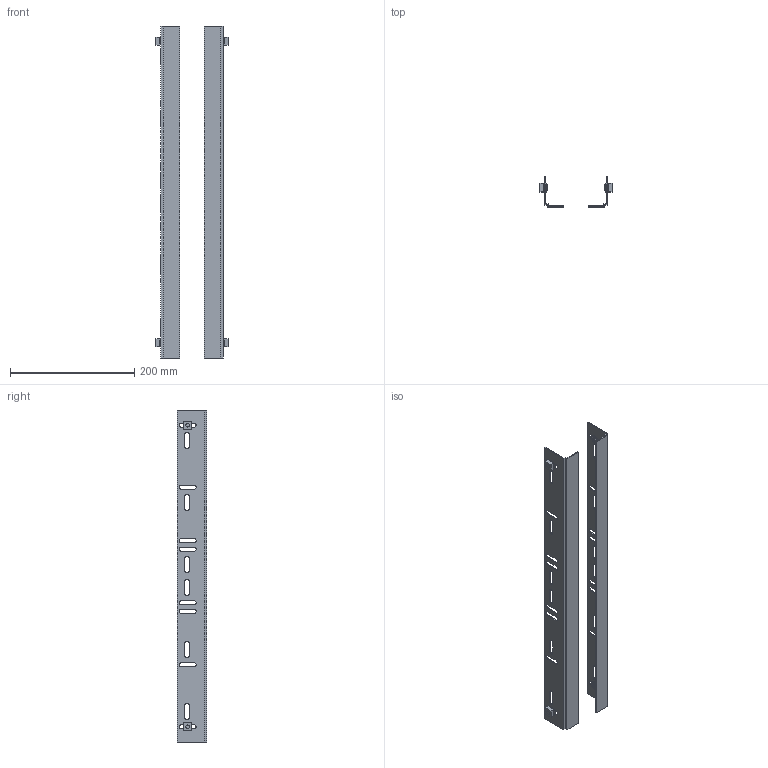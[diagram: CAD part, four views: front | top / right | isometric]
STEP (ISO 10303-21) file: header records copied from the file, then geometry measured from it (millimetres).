
FILE_DESCRIPTION (( 'STEP AP214' ), '1' );
FILE_NAME ('2070-7046-04-86.step', '2024-06-12T08:29:14', ( '' ), ( '' ), 'SwSTEP 2.0', 'SolidWorks 2019', '' );
FILE_SCHEMA (( 'AUTOMOTIVE_DESIGN' ));
Length unit declared in the file: millimetre
Products named in the file (2): 2070-7046-04-86; Gleitschienen2070_535
Assembly tree (2 placements, depth 2):
  2070-7046-04-86
    Gleitschienen2070_535  x2
Bounding box: 117 x 48 x 535 mm (x, y, z)
Volume: 120987.4 mm3; surface area: 166127.7 mm2
Topology: 10 solids, 10 shells, 340 faces, 936 edges, 624 vertices
Faces by surface type: plane 240, cylinder 92, sphere 8
Entity records: 5606 total; most frequent: DIRECTION 958, CARTESIAN_POINT 955, ORIENTED_EDGE 936, EDGE_CURVE 468, VECTOR 328, LINE 328, AXIS2_PLACEMENT_3D 315, VERTEX_POINT 312
